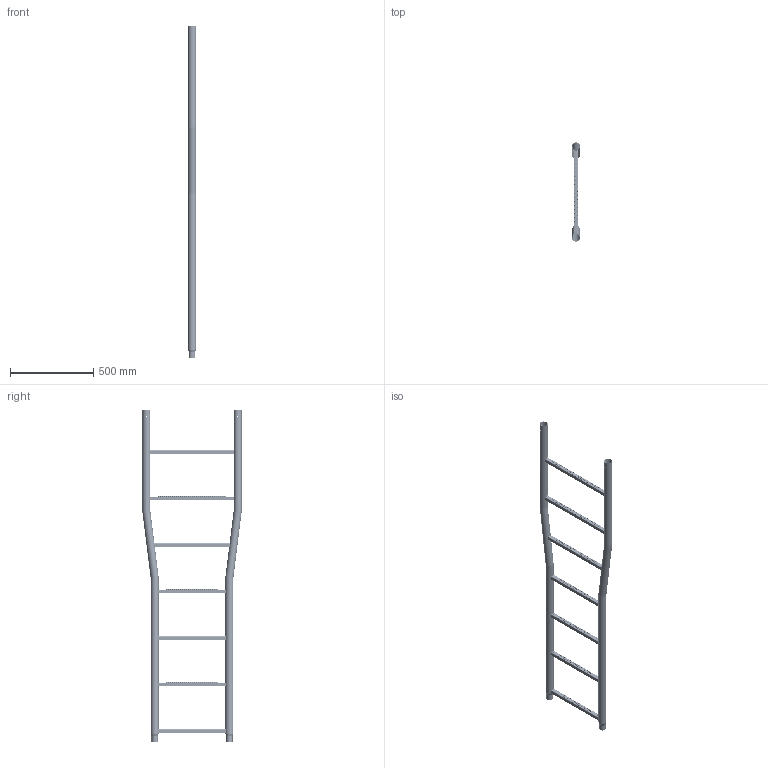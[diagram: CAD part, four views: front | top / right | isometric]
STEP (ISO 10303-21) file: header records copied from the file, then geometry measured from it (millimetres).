
FILE_DESCRIPTION (( 'STEP AP203' ), '1' );
FILE_NAME ('5294050007.STEP', '2024-04-24T06:41:32', ( '' ), ( '' ), 'SwSTEP 2.0', 'SolidWorks 2022', '' );
FILE_SCHEMA (( 'CONFIG_CONTROL_DESIGN' ));
Products named in the file (1): 5294050007
Bounding box: 48.3 x 598.3 x 1999.96 mm (x, y, z)
Volume: 1546621.1 mm3; surface area: 1580210.4 mm2
Topology: 9 solids, 9 shells, 3673 faces, 10213 edges, 6210 vertices
Faces by surface type: cone 1220, torus 824, cylinder 751, plane 710, bspline 168
Entity records: 133180 total; most frequent: CARTESIAN_POINT 35071, DIRECTION 22373, ORIENTED_EDGE 20426, EDGE_CURVE 10213, AXIS2_PLACEMENT_3D 9320, VERTEX_POINT 6210, CIRCLE 5814, EDGE_LOOP 4145
